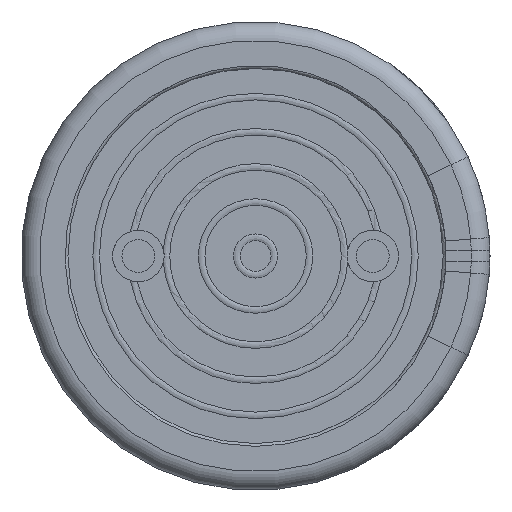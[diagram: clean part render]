
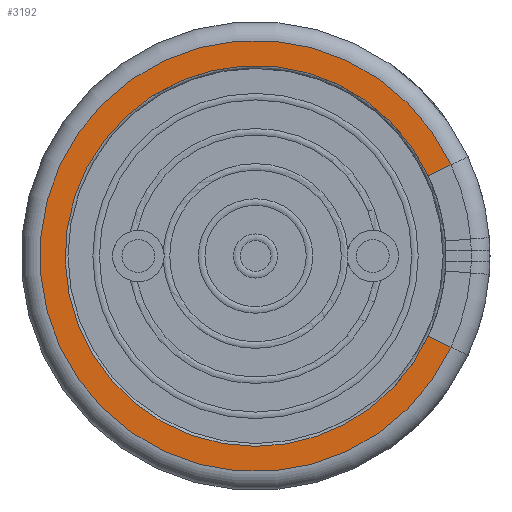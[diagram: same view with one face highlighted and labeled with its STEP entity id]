
A CAD part, front view. The second image highlights one B-rep face of the part: STEP entity #3192.
In plain terms, the highlighted planar face has unit normal (0, -1, 0).
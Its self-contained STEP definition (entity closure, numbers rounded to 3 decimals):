
#218=PLANE('',#3466);
#305=FACE_OUTER_BOUND('',#449,.T.);
#449=EDGE_LOOP('',(#2616,#2617,#2618,#2619,#2620));
#598=LINE('',#5871,#750);
#599=LINE('',#5874,#751);
#750=VECTOR('',#4049,10.);
#751=VECTOR('',#4052,10.);
#944=CIRCLE('',#3465,2.3);
#945=CIRCLE('',#3467,2.03);
#946=CIRCLE('',#3468,2.03);
#1306=VERTEX_POINT('',#5819);
#1309=VERTEX_POINT('',#5825);
#1322=VERTEX_POINT('',#5869);
#1323=VERTEX_POINT('',#5873);
#1330=VERTEX_POINT('',#5905);
#1766=EDGE_CURVE('',#1309,#1322,#598,.T.);
#1767=EDGE_CURVE('',#1323,#1306,#599,.T.);
#1782=EDGE_CURVE('',#1323,#1322,#944,.T.);
#1783=EDGE_CURVE('',#1330,#1306,#945,.T.);
#1784=EDGE_CURVE('',#1309,#1330,#946,.T.);
#2616=ORIENTED_EDGE('',*,*,#1767,.T.);
#2617=ORIENTED_EDGE('',*,*,#1783,.F.);
#2618=ORIENTED_EDGE('',*,*,#1784,.F.);
#2619=ORIENTED_EDGE('',*,*,#1766,.T.);
#2620=ORIENTED_EDGE('',*,*,#1782,.F.);
#3192=ADVANCED_FACE('',(#305),#218,.F.);
#3465=AXIS2_PLACEMENT_3D('',#5903,#4095,#4096);
#3466=AXIS2_PLACEMENT_3D('',#5904,#4097,#4098);
#3467=AXIS2_PLACEMENT_3D('',#5906,#4099,#4100);
#3468=AXIS2_PLACEMENT_3D('',#5907,#4101,#4102);
#4049=DIRECTION('',(0.906,0.,0.423));
#4052=DIRECTION('',(-0.906,0.,0.423));
#4095=DIRECTION('center_axis',(0.,1.,0.));
#4096=DIRECTION('ref_axis',(1.,0.,0.));
#4097=DIRECTION('center_axis',(0.,1.,0.));
#4098=DIRECTION('ref_axis',(0.,0.,1.));
#4099=DIRECTION('center_axis',(0.,-1.,0.));
#4100=DIRECTION('ref_axis',(-1.,0.,0.));
#4101=DIRECTION('center_axis',(0.,-1.,0.));
#4102=DIRECTION('ref_axis',(-1.,0.,0.));
#5819=CARTESIAN_POINT('',(1.84,0.,-0.858));
#5825=CARTESIAN_POINT('',(1.84,0.,0.858));
#5869=CARTESIAN_POINT('',(2.085,0.,0.972));
#5871=CARTESIAN_POINT('',(1.026,0.,0.479));
#5873=CARTESIAN_POINT('',(2.085,0.,-0.972));
#5874=CARTESIAN_POINT('',(1.026,0.,-0.479));
#5903=CARTESIAN_POINT('Origin',(0.,0.,0.));
#5904=CARTESIAN_POINT('Origin',(0.,0.,0.));
#5905=CARTESIAN_POINT('',(0.,0.,-2.03));
#5906=CARTESIAN_POINT('Origin',(0.,0.,0.));
#5907=CARTESIAN_POINT('Origin',(0.,0.,0.));
